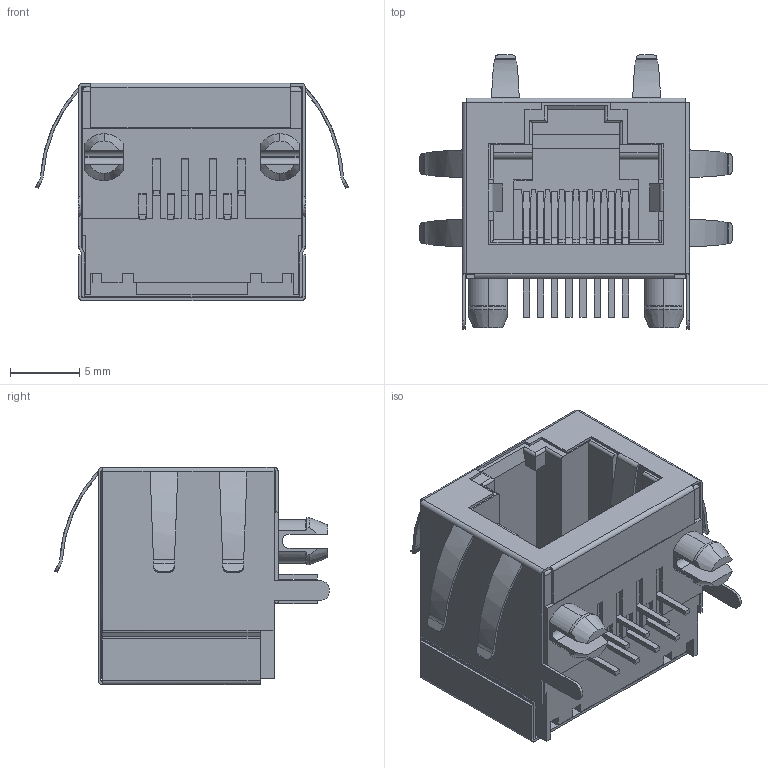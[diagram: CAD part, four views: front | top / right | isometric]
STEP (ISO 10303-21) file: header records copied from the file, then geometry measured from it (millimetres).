
FILE_DESCRIPTION(('CATIA V5 STEP Exchange','CAx-IF Rec.Pracs.--- Model Styling and Organization---1.4--- 2014-01-23'),'2;1');
FILE_NAME ('257720-2_0_2562930000_2562930000.stp','2018-11-21T08:38:57+00:00',('none'),('Weidmueller'),'CATIA Version 5-6 Release 2016 SP3 HF44','CATIA V5 STEP AP214','none');
FILE_SCHEMA(('AUTOMOTIVE_DESIGN { 1 0 10303 214 1 1 1 1 }'));
Length unit declared in the file: millimetre
Products named in the file (1): JS88LUT6
Bounding box: 22.6 x 19.85 x 15.7 mm (x, y, z)
Volume: 1589.9 mm3; surface area: 4541.2 mm2
Topology: 3 solids, 3 shells, 741 faces, 2162 edges, 1410 vertices
Faces by surface type: plane 515, cylinder 210, cone 16
Entity records: 25511 total; most frequent: CARTESIAN_POINT 6446, ORIENTED_EDGE 4324, DIRECTION 3362, EDGE_CURVE 2162, VECTOR 1692, LINE 1692, VERTEX_POINT 1410, AXIS2_PLACEMENT_3D 930
